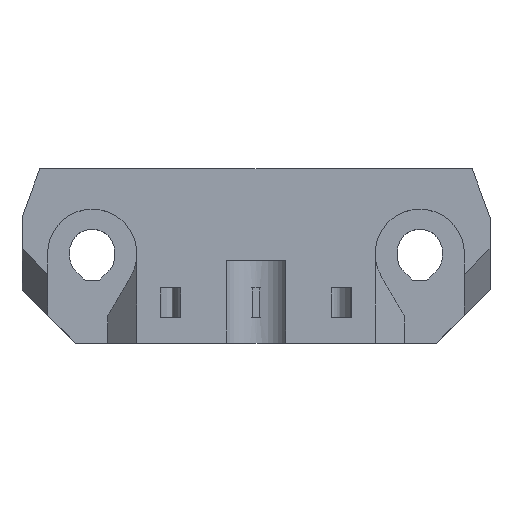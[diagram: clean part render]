
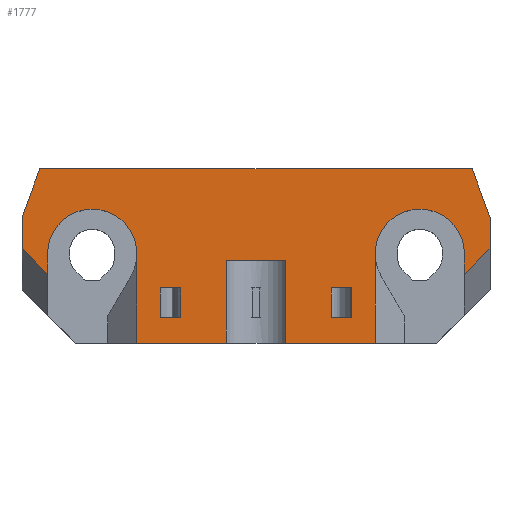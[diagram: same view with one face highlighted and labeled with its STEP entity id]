
A CAD part, top view. The second image highlights one B-rep face of the part: STEP entity #1777.
In plain terms, the highlighted planar face has unit normal (0, 0, 1).
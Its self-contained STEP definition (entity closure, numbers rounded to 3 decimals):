
#21=FACE_BOUND('',#180,.T.);
#22=FACE_BOUND('',#181,.T.);
#26=CIRCLE('',#1901,5.25);
#28=CIRCLE('',#1904,5.25);
#78=FACE_OUTER_BOUND('',#179,.T.);
#179=EDGE_LOOP('',(#1188,#1189,#1190,#1191,#1192,#1193,#1194,#1195,#1196,
#1197,#1198,#1199,#1200,#1201,#1202,#1203,#1204,#1205));
#180=EDGE_LOOP('',(#1206,#1207,#1208,#1209));
#181=EDGE_LOOP('',(#1210,#1211,#1212,#1213));
#283=LINE('',#2537,#509);
#286=LINE('',#2543,#512);
#293=LINE('',#2559,#519);
#297=LINE('',#2572,#523);
#298=LINE('',#2574,#524);
#299=LINE('',#2576,#525);
#300=LINE('',#2578,#526);
#301=LINE('',#2580,#527);
#302=LINE('',#2582,#528);
#303=LINE('',#2586,#529);
#304=LINE('',#2588,#530);
#305=LINE('',#2590,#531);
#306=LINE('',#2592,#532);
#307=LINE('',#2594,#533);
#308=LINE('',#2596,#534);
#309=LINE('',#2597,#535);
#310=LINE('',#2600,#536);
#311=LINE('',#2602,#537);
#312=LINE('',#2604,#538);
#313=LINE('',#2605,#539);
#314=LINE('',#2608,#540);
#315=LINE('',#2610,#541);
#316=LINE('',#2612,#542);
#317=LINE('',#2613,#543);
#509=VECTOR('',#2037,10.);
#512=VECTOR('',#2042,10.);
#519=VECTOR('',#2053,10.);
#523=VECTOR('',#2067,10.);
#524=VECTOR('',#2068,10.);
#525=VECTOR('',#2069,10.);
#526=VECTOR('',#2070,10.);
#527=VECTOR('',#2071,10.);
#528=VECTOR('',#2072,10.);
#529=VECTOR('',#2075,10.);
#530=VECTOR('',#2076,10.);
#531=VECTOR('',#2077,10.);
#532=VECTOR('',#2078,10.);
#533=VECTOR('',#2079,10.);
#534=VECTOR('',#2080,10.);
#535=VECTOR('',#2081,10.);
#536=VECTOR('',#2082,10.);
#537=VECTOR('',#2083,10.);
#538=VECTOR('',#2084,10.);
#539=VECTOR('',#2085,10.);
#540=VECTOR('',#2086,10.);
#541=VECTOR('',#2087,10.);
#542=VECTOR('',#2088,10.);
#543=VECTOR('',#2089,10.);
#732=VERTEX_POINT('',#2530);
#735=VERTEX_POINT('',#2535);
#737=VERTEX_POINT('',#2541);
#743=VERTEX_POINT('',#2556);
#744=VERTEX_POINT('',#2558);
#748=VERTEX_POINT('',#2571);
#749=VERTEX_POINT('',#2573);
#750=VERTEX_POINT('',#2575);
#751=VERTEX_POINT('',#2577);
#752=VERTEX_POINT('',#2579);
#753=VERTEX_POINT('',#2581);
#754=VERTEX_POINT('',#2583);
#755=VERTEX_POINT('',#2585);
#756=VERTEX_POINT('',#2587);
#757=VERTEX_POINT('',#2589);
#758=VERTEX_POINT('',#2591);
#759=VERTEX_POINT('',#2593);
#760=VERTEX_POINT('',#2595);
#761=VERTEX_POINT('',#2598);
#762=VERTEX_POINT('',#2599);
#763=VERTEX_POINT('',#2601);
#764=VERTEX_POINT('',#2603);
#765=VERTEX_POINT('',#2606);
#766=VERTEX_POINT('',#2607);
#767=VERTEX_POINT('',#2609);
#768=VERTEX_POINT('',#2611);
#907=EDGE_CURVE('',#735,#732,#283,.T.);
#910=EDGE_CURVE('',#735,#737,#286,.T.);
#917=EDGE_CURVE('',#743,#744,#293,.T.);
#921=EDGE_CURVE('',#737,#744,#26,.T.);
#924=EDGE_CURVE('',#743,#748,#297,.T.);
#925=EDGE_CURVE('',#748,#749,#298,.T.);
#926=EDGE_CURVE('',#749,#750,#299,.T.);
#927=EDGE_CURVE('',#750,#751,#300,.T.);
#928=EDGE_CURVE('',#751,#752,#301,.T.);
#929=EDGE_CURVE('',#753,#752,#302,.T.);
#930=EDGE_CURVE('',#753,#754,#28,.T.);
#931=EDGE_CURVE('',#754,#755,#303,.T.);
#932=EDGE_CURVE('',#756,#755,#304,.T.);
#933=EDGE_CURVE('',#756,#757,#305,.T.);
#934=EDGE_CURVE('',#757,#758,#306,.T.);
#935=EDGE_CURVE('',#758,#759,#307,.T.);
#936=EDGE_CURVE('',#759,#760,#308,.T.);
#937=EDGE_CURVE('',#760,#732,#309,.T.);
#938=EDGE_CURVE('',#761,#762,#310,.T.);
#939=EDGE_CURVE('',#762,#763,#311,.T.);
#940=EDGE_CURVE('',#763,#764,#312,.T.);
#941=EDGE_CURVE('',#764,#761,#313,.T.);
#942=EDGE_CURVE('',#765,#766,#314,.T.);
#943=EDGE_CURVE('',#766,#767,#315,.T.);
#944=EDGE_CURVE('',#767,#768,#316,.T.);
#945=EDGE_CURVE('',#768,#765,#317,.T.);
#1188=ORIENTED_EDGE('',*,*,#907,.F.);
#1189=ORIENTED_EDGE('',*,*,#910,.T.);
#1190=ORIENTED_EDGE('',*,*,#921,.T.);
#1191=ORIENTED_EDGE('',*,*,#917,.F.);
#1192=ORIENTED_EDGE('',*,*,#924,.T.);
#1193=ORIENTED_EDGE('',*,*,#925,.T.);
#1194=ORIENTED_EDGE('',*,*,#926,.T.);
#1195=ORIENTED_EDGE('',*,*,#927,.T.);
#1196=ORIENTED_EDGE('',*,*,#928,.T.);
#1197=ORIENTED_EDGE('',*,*,#929,.F.);
#1198=ORIENTED_EDGE('',*,*,#930,.T.);
#1199=ORIENTED_EDGE('',*,*,#931,.T.);
#1200=ORIENTED_EDGE('',*,*,#932,.F.);
#1201=ORIENTED_EDGE('',*,*,#933,.T.);
#1202=ORIENTED_EDGE('',*,*,#934,.T.);
#1203=ORIENTED_EDGE('',*,*,#935,.T.);
#1204=ORIENTED_EDGE('',*,*,#936,.T.);
#1205=ORIENTED_EDGE('',*,*,#937,.T.);
#1206=ORIENTED_EDGE('',*,*,#938,.T.);
#1207=ORIENTED_EDGE('',*,*,#939,.T.);
#1208=ORIENTED_EDGE('',*,*,#940,.T.);
#1209=ORIENTED_EDGE('',*,*,#941,.T.);
#1210=ORIENTED_EDGE('',*,*,#942,.T.);
#1211=ORIENTED_EDGE('',*,*,#943,.T.);
#1212=ORIENTED_EDGE('',*,*,#944,.T.);
#1213=ORIENTED_EDGE('',*,*,#945,.T.);
#1688=PLANE('',#1903);
#1777=ADVANCED_FACE('',(#78,#21,#22),#1688,.T.);
#1901=AXIS2_PLACEMENT_3D('',#2566,#2060,#2061);
#1903=AXIS2_PLACEMENT_3D('',#2570,#2065,#2066);
#1904=AXIS2_PLACEMENT_3D('',#2584,#2073,#2074);
#2037=DIRECTION('',(-0.707,0.707,0.));
#2042=DIRECTION('',(0.,1.,0.));
#2053=DIRECTION('',(0.,1.,0.));
#2060=DIRECTION('center_axis',(0.,0.,-1.));
#2061=DIRECTION('ref_axis',(1.,0.,0.));
#2065=DIRECTION('center_axis',(0.,0.,1.));
#2066=DIRECTION('ref_axis',(1.,0.,0.));
#2067=DIRECTION('',(1.,0.,0.));
#2068=DIRECTION('',(0.,1.,0.));
#2069=DIRECTION('',(1.,0.,0.));
#2070=DIRECTION('',(0.,-1.,0.));
#2071=DIRECTION('',(1.,0.,0.));
#2072=DIRECTION('',(0.,-1.,0.));
#2073=DIRECTION('center_axis',(0.,0.,-1.));
#2074=DIRECTION('ref_axis',(1.,0.,0.));
#2075=DIRECTION('',(0.,-1.,0.));
#2076=DIRECTION('',(-0.707,-0.707,0.));
#2077=DIRECTION('',(0.,1.,0.));
#2078=DIRECTION('',(-0.342,0.94,0.));
#2079=DIRECTION('',(-1.,0.,0.));
#2080=DIRECTION('',(-0.342,-0.94,0.));
#2081=DIRECTION('',(0.,-1.,0.));
#2082=DIRECTION('',(0.,1.,0.));
#2083=DIRECTION('',(1.,0.,0.));
#2084=DIRECTION('',(0.,-1.,0.));
#2085=DIRECTION('',(-1.,0.,0.));
#2086=DIRECTION('',(0.,1.,0.));
#2087=DIRECTION('',(1.,0.,0.));
#2088=DIRECTION('',(0.,-1.,0.));
#2089=DIRECTION('',(-1.,0.,0.));
#2530=CARTESIAN_POINT('',(-27.5,11.098,9.4));
#2535=CARTESIAN_POINT('',(-24.5,8.098,9.4));
#2537=CARTESIAN_POINT('',(-17.638,1.237,9.4));
#2541=CARTESIAN_POINT('',(-24.5,10.5,9.4));
#2543=CARTESIAN_POINT('',(-24.5,10.5,9.4));
#2556=CARTESIAN_POINT('',(-14.,0.,9.4));
#2558=CARTESIAN_POINT('',(-14.,10.5,9.4));
#2559=CARTESIAN_POINT('',(-14.,6.727,9.4));
#2566=CARTESIAN_POINT('Origin',(-19.25,10.5,9.4));
#2570=CARTESIAN_POINT('Origin',(0.,10.25,9.4));
#2571=CARTESIAN_POINT('',(-3.493,0.,9.4));
#2572=CARTESIAN_POINT('',(-27.5,0.,9.4));
#2573=CARTESIAN_POINT('',(-3.493,9.75,9.4));
#2574=CARTESIAN_POINT('',(-3.493,0.,9.4));
#2575=CARTESIAN_POINT('',(3.493,9.75,9.4));
#2576=CARTESIAN_POINT('',(0.,9.75,9.4));
#2577=CARTESIAN_POINT('',(3.493,0.,9.4));
#2578=CARTESIAN_POINT('',(3.493,0.,9.4));
#2579=CARTESIAN_POINT('',(14.,0.,9.4));
#2580=CARTESIAN_POINT('',(-27.5,0.,9.4));
#2581=CARTESIAN_POINT('',(14.,10.5,9.4));
#2582=CARTESIAN_POINT('',(14.,5.125,9.4));
#2583=CARTESIAN_POINT('',(24.5,10.5,9.4));
#2584=CARTESIAN_POINT('Origin',(19.25,10.5,9.4));
#2585=CARTESIAN_POINT('',(24.5,8.098,9.4));
#2586=CARTESIAN_POINT('',(24.5,10.5,9.4));
#2587=CARTESIAN_POINT('',(27.5,11.098,9.4));
#2588=CARTESIAN_POINT('',(17.638,1.237,9.4));
#2589=CARTESIAN_POINT('',(27.5,14.75,9.4));
#2590=CARTESIAN_POINT('',(27.5,0.,9.4));
#2591=CARTESIAN_POINT('',(25.407,20.5,9.4));
#2592=CARTESIAN_POINT('',(25.407,20.5,9.4));
#2593=CARTESIAN_POINT('',(-25.407,20.5,9.4));
#2594=CARTESIAN_POINT('',(27.5,20.5,9.4));
#2595=CARTESIAN_POINT('',(-27.5,14.75,9.4));
#2596=CARTESIAN_POINT('',(-25.407,20.5,9.4));
#2597=CARTESIAN_POINT('',(-27.5,20.5,9.4));
#2598=CARTESIAN_POINT('',(-11.263,3.,9.4));
#2599=CARTESIAN_POINT('',(-11.263,6.5,9.4));
#2600=CARTESIAN_POINT('',(-11.263,3.,9.4));
#2601=CARTESIAN_POINT('',(-8.825,6.5,9.4));
#2602=CARTESIAN_POINT('',(0.,6.5,9.4));
#2603=CARTESIAN_POINT('',(-8.825,3.,9.4));
#2604=CARTESIAN_POINT('',(-8.825,3.,9.4));
#2605=CARTESIAN_POINT('',(0.,3.,9.4));
#2606=CARTESIAN_POINT('',(8.825,3.,9.4));
#2607=CARTESIAN_POINT('',(8.825,6.5,9.4));
#2608=CARTESIAN_POINT('',(8.825,3.,9.4));
#2609=CARTESIAN_POINT('',(11.263,6.5,9.4));
#2610=CARTESIAN_POINT('',(0.,6.5,9.4));
#2611=CARTESIAN_POINT('',(11.263,3.,9.4));
#2612=CARTESIAN_POINT('',(11.263,3.,9.4));
#2613=CARTESIAN_POINT('',(0.,3.,9.4));
